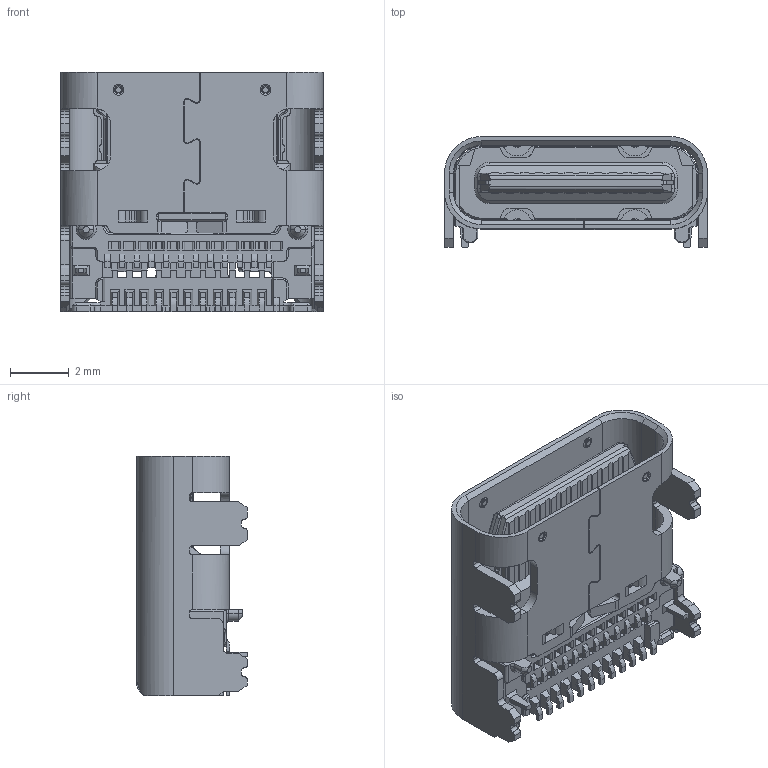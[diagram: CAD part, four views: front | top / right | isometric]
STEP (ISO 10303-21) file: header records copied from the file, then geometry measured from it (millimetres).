
FILE_DESCRIPTION (( 'STEP AP214' ), '1' );
FILE_NAME ('CX90B1-24P.STEP', '2021-12-23T07:18:30', ( '' ), ( '' ), 'SwSTEP 2.0', 'SolidWorks 2020', '' );
FILE_SCHEMA (( 'AUTOMOTIVE_DESIGN' ));
Length unit declared in the file: millimetre
Products named in the file (1): CX90B1-24P
Bounding box: 8.94 x 3.76 x 8.15 mm (x, y, z)
Volume: 125.6 mm3; surface area: 607.6 mm2
Topology: 25 solids, 25 shells, 1609 faces, 4454 edges, 2836 vertices
Faces by surface type: plane 1129, cylinder 323, cone 58, bspline 55, torus 44
Entity records: 57186 total; most frequent: CARTESIAN_POINT 24993, ORIENTED_EDGE 8908, B_SPLINE_CURVE_WITH_KNOTS 4454, EDGE_CURVE 4454, DIRECTION 3110, VERTEX_POINT 2836, EDGE_LOOP 1654, ADVANCED_FACE 1609
